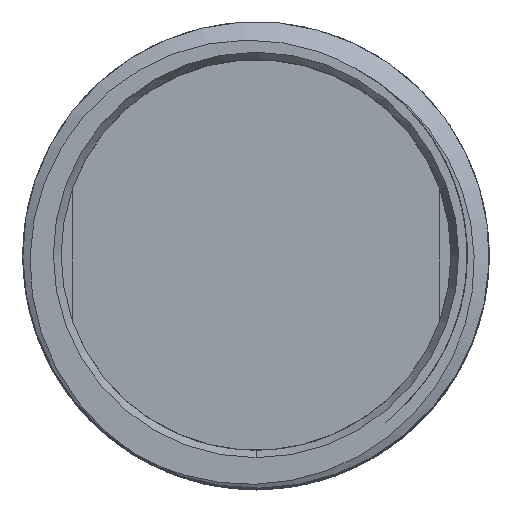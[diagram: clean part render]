
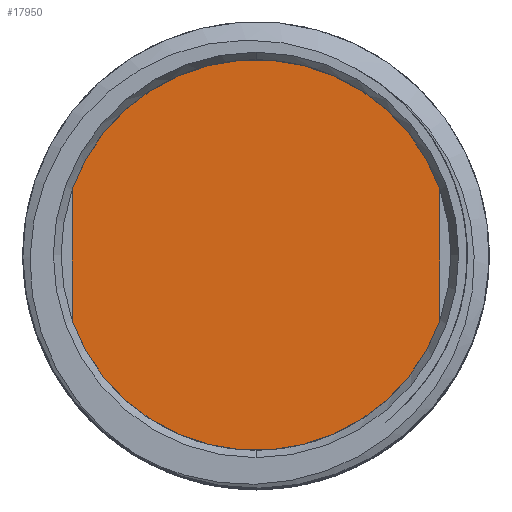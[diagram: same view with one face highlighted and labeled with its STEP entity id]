
A CAD part, top view. The second image highlights one B-rep face of the part: STEP entity #17950.
In plain terms, the highlighted planar face has unit normal (0, 0, 1).
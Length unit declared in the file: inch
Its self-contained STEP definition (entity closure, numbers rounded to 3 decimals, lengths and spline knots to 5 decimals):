
#7078=CARTESIAN_POINT('',(0.,0.,0.));
#7079=DIRECTION('',(0.,0.,1.));
#7080=DIRECTION('',(0.942,0.335,0.));
#7081=AXIS2_PLACEMENT_3D('',#7078,#7079,#7080);
#7109=CARTESIAN_POINT('',(0.,0.,0.));
#7110=DIRECTION('',(0.,0.,1.));
#7111=DIRECTION('',(-0.942,-0.335,0.));
#7112=AXIS2_PLACEMENT_3D('',#7109,#7110,#7111);
#7114=DIRECTION('',(0.,-1.,0.));
#7115=VECTOR('',#7114,0.20279);
#7116=CARTESIAN_POINT('',(0.285,0.1014,0.));
#7117=LINE('',#7116,#7115);
#7118=DIRECTION('',(0.,1.,0.));
#7119=VECTOR('',#7118,0.20279);
#7120=CARTESIAN_POINT('',(-0.285,-0.1014,0.));
#7121=LINE('',#7120,#7119);
#10192=CARTESIAN_POINT('',(0.285,0.1014,0.));
#10193=CARTESIAN_POINT('',(0.285,-0.1014,0.));
#10194=VERTEX_POINT('',#10192);
#10195=VERTEX_POINT('',#10193);
#10196=CARTESIAN_POINT('',(-0.285,-0.1014,0.));
#10197=CARTESIAN_POINT('',(-0.285,0.1014,0.));
#10198=VERTEX_POINT('',#10196);
#10199=VERTEX_POINT('',#10197);
#17937=CARTESIAN_POINT('',(0.,0.,0.));
#17938=DIRECTION('',(0.,0.,1.));
#17939=DIRECTION('',(0.,-1.,0.));
#17940=AXIS2_PLACEMENT_3D('',#17937,#17938,#17939);
#17941=PLANE('',#17940);
#17943=ORIENTED_EDGE('',*,*,#17942,.T.);
#17944=ORIENTED_EDGE('',*,*,#17926,.F.);
#17946=ORIENTED_EDGE('',*,*,#17945,.T.);
#17947=ORIENTED_EDGE('',*,*,#17894,.F.);
#17948=EDGE_LOOP('',(#17943,#17944,#17946,#17947));
#17949=FACE_OUTER_BOUND('',#17948,.F.);
#17950=ADVANCED_FACE('',(#17949),#17941,.T.);
#7082=CIRCLE('',#7081,0.3025);
#7113=CIRCLE('',#7112,0.3025);
#17894=EDGE_CURVE('',#10194,#10199,#7082,.T.);
#17926=EDGE_CURVE('',#10198,#10195,#7113,.T.);
#17942=EDGE_CURVE('',#10194,#10195,#7117,.T.);
#17945=EDGE_CURVE('',#10198,#10199,#7121,.T.);
